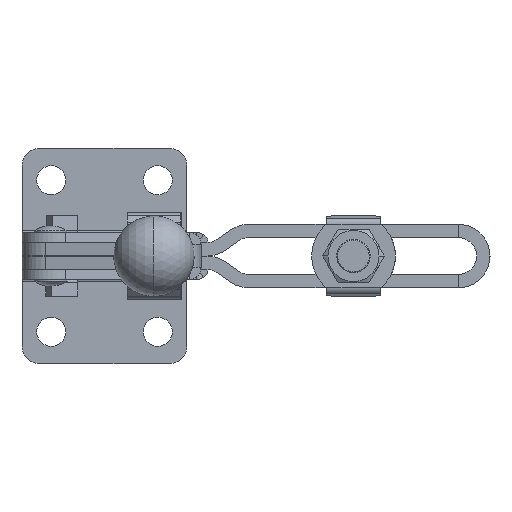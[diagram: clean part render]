
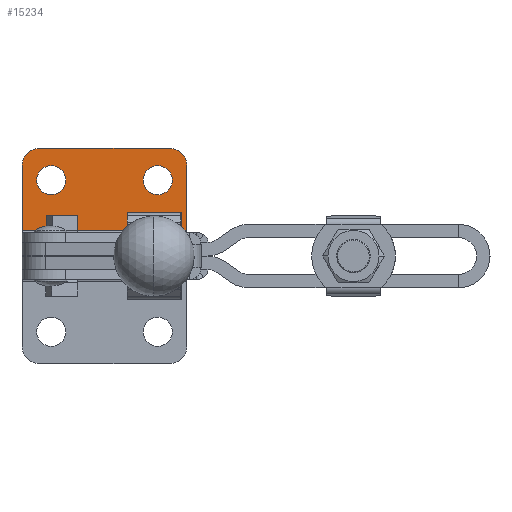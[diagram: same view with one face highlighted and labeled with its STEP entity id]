
A CAD part, front view. The second image highlights one B-rep face of the part: STEP entity #15234.
In plain terms, the highlighted face is planar.
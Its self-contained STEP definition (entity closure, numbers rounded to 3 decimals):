
#2087 = CARTESIAN_POINT ( 'NONE',  ( -50.7, -32.15, 65. ) ) ;
#2093 = CARTESIAN_POINT ( 'NONE',  ( -6.5, -7.5, 65. ) ) ;
#2096 = CARTESIAN_POINT ( 'NONE',  ( -55.7, -27.15, 65. ) ) ;
#2098 = CARTESIAN_POINT ( 'NONE',  ( -55.7, -7.5, 65. ) ) ;
#2104 = CARTESIAN_POINT ( 'NONE',  ( -6.5, -27.15, 65. ) ) ;
#2107 = CARTESIAN_POINT ( 'NONE',  ( -11.5, -32.15, 65. ) ) ;
#3010 = AXIS2_PLACEMENT_3D ( 'NONE', #16142, #16143, #16144 ) ;
#3012 = AXIS2_PLACEMENT_3D ( 'NONE', #16152, #16153, #16154 ) ;
#9394 = DIRECTION ( 'NONE',  ( 0., 1., 0. ) ) ;
#9395 = DIRECTION ( 'NONE',  ( 0., 0., 1. ) ) ;
#9396 = DIRECTION ( 'NONE',  ( 0., 1., 0. ) ) ;
#9397 = CARTESIAN_POINT ( 'NONE',  ( -11.5, -27.15, 65. ) ) ;
#9398 = DIRECTION ( 'NONE',  ( 0., 0., 1. ) ) ;
#9402 = CARTESIAN_POINT ( 'NONE',  ( -50.7, -27.15, 65. ) ) ;
#11756 = CIRCLE ( 'NONE', #3010, 4.35 ) ;
#11762 = CIRCLE ( 'NONE', #3012, 4.35 ) ;
#13029 = EDGE_CURVE ( 'NONE', #18039, #18044, #26772, .T. ) ;
#13037 = EDGE_CURVE ( 'NONE', #26425, #26424, #26787, .T. ) ;
#13038 = EDGE_CURVE ( 'NONE', #26429, #26428, #26781, .T. ) ;
#13039 = EDGE_CURVE ( 'NONE', #18044, #18042, #26789, .T. ) ;
#13040 = EDGE_CURVE ( 'NONE', #18050, #18039, #26790, .T. ) ;
#13041 = EDGE_CURVE ( 'NONE', #18053, #18050, #26793, .T. ) ;
#13042 = EDGE_CURVE ( 'NONE', #18031, #18053, #26791, .T. ) ;
#13043 = EDGE_CURVE ( 'NONE', #18042, #18031, #26795, .T. ) ;
#13815 = CARTESIAN_POINT ( 'NONE',  ( -6.5, -7.5, 65. ) ) ;
#14209 = DIRECTION ( 'NONE',  ( -1., 0., 0. ) ) ;
#15234 = ADVANCED_FACE ( 'NONE', ( #29027, #29034, #29029 ), #30356, .T. ) ;
#16142 = CARTESIAN_POINT ( 'NONE',  ( -47., -22.65, 65. ) ) ;
#16143 = DIRECTION ( 'NONE',  ( 0., 0., 1. ) ) ;
#16144 = DIRECTION ( 'NONE',  ( 0., -1., 0. ) ) ;
#16152 = CARTESIAN_POINT ( 'NONE',  ( -15.2, -22.65, 65. ) ) ;
#16153 = DIRECTION ( 'NONE',  ( 0., 0., 1. ) ) ;
#16154 = DIRECTION ( 'NONE',  ( 0., -1., 0. ) ) ;
#16573 = CARTESIAN_POINT ( 'NONE',  ( -47., -18.3, 65. ) ) ;
#16574 = CARTESIAN_POINT ( 'NONE',  ( -47., -27., 65. ) ) ;
#16577 = CARTESIAN_POINT ( 'NONE',  ( -15.2, -18.3, 65. ) ) ;
#16578 = CARTESIAN_POINT ( 'NONE',  ( -15.2, -27., 65. ) ) ;
#18031 = VERTEX_POINT ( 'NONE', #2087 ) ;
#18039 = VERTEX_POINT ( 'NONE', #2093 ) ;
#18042 = VERTEX_POINT ( 'NONE', #2096 ) ;
#18044 = VERTEX_POINT ( 'NONE', #2098 ) ;
#18050 = VERTEX_POINT ( 'NONE', #2104 ) ;
#18053 = VERTEX_POINT ( 'NONE', #2107 ) ;
#19861 = ORIENTED_EDGE ( 'NONE', *, *, #23769, .T. ) ;
#19862 = ORIENTED_EDGE ( 'NONE', *, *, #13037, .T. ) ;
#19863 = ORIENTED_EDGE ( 'NONE', *, *, #23773, .T. ) ;
#19864 = ORIENTED_EDGE ( 'NONE', *, *, #13038, .T. ) ;
#19865 = ORIENTED_EDGE ( 'NONE', *, *, #13039, .F. ) ;
#19866 = ORIENTED_EDGE ( 'NONE', *, *, #13029, .F. ) ;
#19867 = ORIENTED_EDGE ( 'NONE', *, *, #13040, .F. ) ;
#19868 = ORIENTED_EDGE ( 'NONE', *, *, #13041, .F. ) ;
#19869 = ORIENTED_EDGE ( 'NONE', *, *, #13042, .F. ) ;
#19870 = ORIENTED_EDGE ( 'NONE', *, *, #13043, .F. ) ;
#22265 = EDGE_LOOP ( 'NONE', ( #19863, #19864 ) ) ;
#22280 = EDGE_LOOP ( 'NONE', ( #19865, #19866, #19867, #19868, #19869, #19870 ) ) ;
#22779 = EDGE_LOOP ( 'NONE', ( #19861, #19862 ) ) ;
#23769 = EDGE_CURVE ( 'NONE', #26424, #26425, #11756, .T. ) ;
#23773 = EDGE_CURVE ( 'NONE', #26428, #26429, #11762, .T. ) ;
#23907 = AXIS2_PLACEMENT_3D ( 'NONE', #27606, #27609, #27612 ) ;
#23908 = AXIS2_PLACEMENT_3D ( 'NONE', #27674, #27668, #27682 ) ;
#23909 = AXIS2_PLACEMENT_3D ( 'NONE', #9397, #9398, #9394 ) ;
#23910 = AXIS2_PLACEMENT_3D ( 'NONE', #9402, #9395, #9396 ) ;
#26424 = VERTEX_POINT ( 'NONE', #16573 ) ;
#26425 = VERTEX_POINT ( 'NONE', #16574 ) ;
#26428 = VERTEX_POINT ( 'NONE', #16577 ) ;
#26429 = VERTEX_POINT ( 'NONE', #16578 ) ;
#26772 = LINE ( 'NONE', #13815, #26778 ) ;
#26778 = VECTOR ( 'NONE', #14209, 1000. ) ;
#26781 = CIRCLE ( 'NONE', #23908, 4.35 ) ;
#26787 = CIRCLE ( 'NONE', #23907, 4.35 ) ;
#26789 = LINE ( 'NONE', #27610, #26792 ) ;
#26790 = LINE ( 'NONE', #27608, #26794 ) ;
#26791 = LINE ( 'NONE', #27607, #26797 ) ;
#26792 = VECTOR ( 'NONE', #27692, 1000. ) ;
#26793 = CIRCLE ( 'NONE', #23909, 5. ) ;
#26794 = VECTOR ( 'NONE', #27614, 1000. ) ;
#26795 = CIRCLE ( 'NONE', #23910, 5. ) ;
#26797 = VECTOR ( 'NONE', #27611, 1000. ) ;
#27606 = CARTESIAN_POINT ( 'NONE',  ( -47., -22.65, 65. ) ) ;
#27607 = CARTESIAN_POINT ( 'NONE',  ( -11.5, -32.15, 65. ) ) ;
#27608 = CARTESIAN_POINT ( 'NONE',  ( -6.5, -7., 65. ) ) ;
#27609 = DIRECTION ( 'NONE',  ( 0., 0., 1. ) ) ;
#27610 = CARTESIAN_POINT ( 'NONE',  ( -55.7, -27.15, 65. ) ) ;
#27611 = DIRECTION ( 'NONE',  ( 1., 0., 0. ) ) ;
#27612 = DIRECTION ( 'NONE',  ( 0., -1., 0. ) ) ;
#27614 = DIRECTION ( 'NONE',  ( 0., 1., 0. ) ) ;
#27668 = DIRECTION ( 'NONE',  ( 0., 0., 1. ) ) ;
#27674 = CARTESIAN_POINT ( 'NONE',  ( -15.2, -22.65, 65. ) ) ;
#27682 = DIRECTION ( 'NONE',  ( 0., -1., 0. ) ) ;
#27692 = DIRECTION ( 'NONE',  ( 0., -1., 0. ) ) ;
#27828 = AXIS2_PLACEMENT_3D ( 'NONE', #30354, #30352, #30358 ) ;
#29027 = FACE_BOUND ( 'NONE', #22779, .T. ) ;
#29029 = FACE_OUTER_BOUND ( 'NONE', #22280, .T. ) ;
#29034 = FACE_BOUND ( 'NONE', #22265, .T. ) ;
#30352 = DIRECTION ( 'NONE',  ( 0., 0., -1. ) ) ;
#30354 = CARTESIAN_POINT ( 'NONE',  ( -11.5, -27.15, 65. ) ) ;
#30356 = PLANE ( 'NONE',  #27828 ) ;
#30358 = DIRECTION ( 'NONE',  ( 0., 1., 0. ) ) ;
